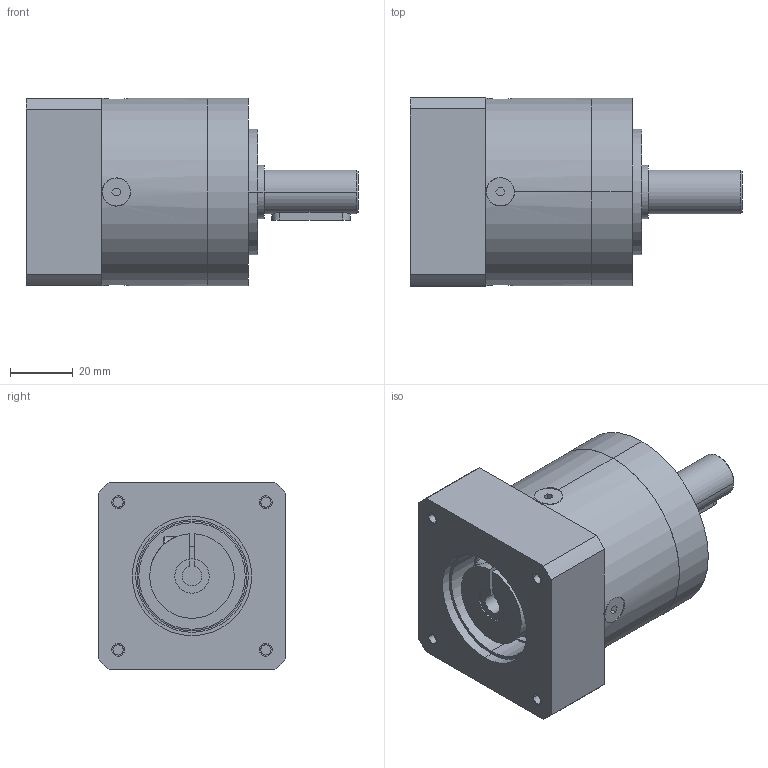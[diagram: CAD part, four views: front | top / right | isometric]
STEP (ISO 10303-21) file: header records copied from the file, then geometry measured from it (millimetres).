
FILE_DESCRIPTION((''),'2;1');
FILE_NAME('MB_PLE_MASTER','2014-07-03T',('agw'),(''),'PRO/ENGINEER BY PARAMETRIC TECHNOLOGY CORPORATION, 2013430','PRO/ENGINEER BY PARAMETRIC TECHNOLOGY CORPORATION, 2013430','');
FILE_SCHEMA(('AUTOMOTIVE_DESIGN { 1 0 10303 214 1 1 1 1 }'));
Length unit declared in the file: millimetre
Products named in the file (1): MB_PLE_MASTER
Bounding box: 106 x 60 x 60 mm (x, y, z)
Volume: 215925.1 mm3; surface area: 29978.1 mm2
Topology: 1 solids, 10 shells, 176 faces, 413 edges, 267 vertices
Faces by surface type: plane 83, cylinder 81, cone 6, torus 6
Entity records: 6084 total; most frequent: CARTESIAN_POINT 1044, DIRECTION 923, ORIENTED_EDGE 786, EDGE_CURVE 411, AXIS2_PLACEMENT_3D 346, VERTEX_POINT 267, VECTOR 231, LINE 231
